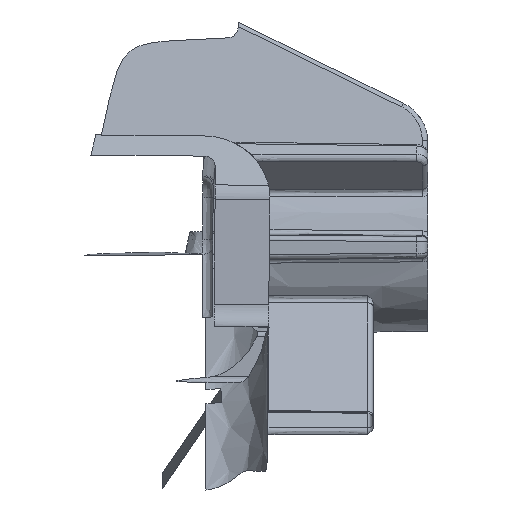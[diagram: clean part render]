
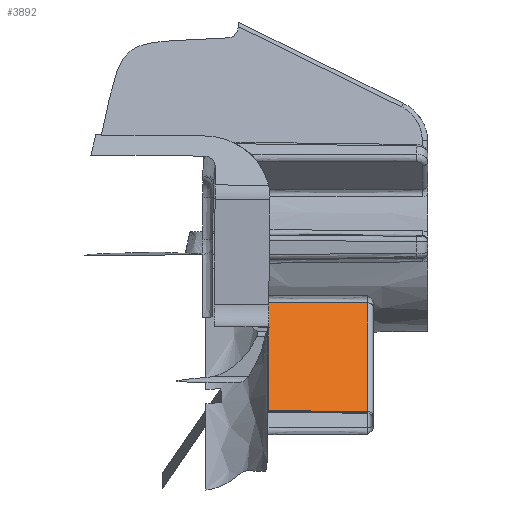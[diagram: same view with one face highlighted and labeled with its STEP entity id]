
A CAD part, left-side view. The second image highlights one B-rep face of the part: STEP entity #3892.
In plain terms, the highlighted planar face has unit normal (-0.722, -0.009, 0.692).
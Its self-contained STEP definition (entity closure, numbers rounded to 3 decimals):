
#3892 = ADVANCED_FACE('',(#3893),#3908,.F.);
#3893 = FACE_BOUND('',#3894,.T.);
#3894 = EDGE_LOOP('',(#3895,#3920,#3936,#3954));
#3895 = ORIENTED_EDGE('',*,*,#3896,.T.);
#3896 = EDGE_CURVE('',#3897,#3899,#3901,.T.);
#3897 = VERTEX_POINT('',#3898);
#3898 = CARTESIAN_POINT('',(1809.706,-766.741,
    1511.507));
#3899 = VERTEX_POINT('',#3900);
#3900 = CARTESIAN_POINT('',(1809.712,-771.298,
    1511.455));
#3901 = SURFACE_CURVE('',#3902,(#3907),.PCURVE_S1.);
#3902 = B_SPLINE_CURVE_WITH_KNOTS('',3,(#3903,#3904,#3905,#3906),
  .UNSPECIFIED.,.F.,.F.,(4,4),(0.,1.),.PIECEWISE_BEZIER_KNOTS.);
#3903 = CARTESIAN_POINT('',(1809.706,-766.741,
    1511.507));
#3904 = CARTESIAN_POINT('',(1809.708,-768.26,
    1511.49));
#3905 = CARTESIAN_POINT('',(1809.71,-769.779,
    1511.473));
#3906 = CARTESIAN_POINT('',(1809.712,-771.298,
    1511.455));
#3907 = PCURVE('',#3908,#3913);
#3908 = PLANE('',#3909);
#3909 = AXIS2_PLACEMENT_3D('',#3910,#3911,#3912);
#3910 = CARTESIAN_POINT('',(1817.417,-774.046,
    1519.456));
#3911 = DIRECTION('',(0.722,0.009,-0.692)
  );
#3912 = DIRECTION('',(-0.006,1.,
    0.006));
#3913 = DEFINITIONAL_REPRESENTATION('',(#3914),#3919);
#3914 = B_SPLINE_CURVE_WITH_KNOTS('',3,(#3915,#3916,#3917,#3918),
  .UNSPECIFIED.,.F.,.F.,(4,4),(0.,1.),.PIECEWISE_BEZIER_KNOTS.);
#3915 = CARTESIAN_POINT('',(7.306,-11.075));
#3916 = CARTESIAN_POINT('',(5.786,-11.086));
#3917 = CARTESIAN_POINT('',(4.267,-11.097));
#3918 = CARTESIAN_POINT('',(2.748,-11.108));
#3919 = ( GEOMETRIC_REPRESENTATION_CONTEXT(2) 
PARAMETRIC_REPRESENTATION_CONTEXT() REPRESENTATION_CONTEXT('2D SPACE',''
  ) );
#3920 = ORIENTED_EDGE('',*,*,#3921,.T.);
#3921 = EDGE_CURVE('',#3899,#3922,#3924,.T.);
#3922 = VERTEX_POINT('',#3923);
#3923 = CARTESIAN_POINT('',(1814.49,-771.298,
    1516.439));
#3924 = SURFACE_CURVE('',#3925,(#3929),.PCURVE_S1.);
#3925 = LINE('',#3926,#3927);
#3926 = CARTESIAN_POINT('',(1817.4,-771.298,
    1519.473));
#3927 = VECTOR('',#3928,1.);
#3928 = DIRECTION('',(0.692,0.,0.722));
#3929 = PCURVE('',#3908,#3930);
#3930 = DEFINITIONAL_REPRESENTATION('',(#3931),#3935);
#3931 = LINE('',#3932,#3933);
#3932 = CARTESIAN_POINT('',(2.748,0.));
#3933 = VECTOR('',#3934,1.);
#3934 = DIRECTION('',(0.,1.));
#3935 = ( GEOMETRIC_REPRESENTATION_CONTEXT(2) 
PARAMETRIC_REPRESENTATION_CONTEXT() REPRESENTATION_CONTEXT('2D SPACE',''
  ) );
#3936 = ORIENTED_EDGE('',*,*,#3937,.T.);
#3937 = EDGE_CURVE('',#3922,#3938,#3940,.T.);
#3938 = VERTEX_POINT('',#3939);
#3939 = CARTESIAN_POINT('',(1814.439,-766.741,
    1516.442));
#3940 = SURFACE_CURVE('',#3941,(#3946),.PCURVE_S1.);
#3941 = B_SPLINE_CURVE_WITH_KNOTS('',3,(#3942,#3943,#3944,#3945),
  .UNSPECIFIED.,.F.,.F.,(4,4),(0.,1.),.PIECEWISE_BEZIER_KNOTS.);
#3942 = CARTESIAN_POINT('',(1814.49,-771.298,
    1516.439));
#3943 = CARTESIAN_POINT('',(1814.473,-769.779,
    1516.44));
#3944 = CARTESIAN_POINT('',(1814.456,-768.26,
    1516.441));
#3945 = CARTESIAN_POINT('',(1814.439,-766.741,
    1516.442));
#3946 = PCURVE('',#3908,#3947);
#3947 = DEFINITIONAL_REPRESENTATION('',(#3948),#3953);
#3948 = B_SPLINE_CURVE_WITH_KNOTS('',3,(#3949,#3950,#3951,#3952),
  .UNSPECIFIED.,.F.,.F.,(4,4),(0.,1.),.PIECEWISE_BEZIER_KNOTS.);
#3949 = CARTESIAN_POINT('',(2.748,-4.203));
#3950 = CARTESIAN_POINT('',(4.267,-4.214));
#3951 = CARTESIAN_POINT('',(5.786,-4.225));
#3952 = CARTESIAN_POINT('',(7.305,-4.236));
#3953 = ( GEOMETRIC_REPRESENTATION_CONTEXT(2) 
PARAMETRIC_REPRESENTATION_CONTEXT() REPRESENTATION_CONTEXT('2D SPACE',''
  ) );
#3954 = ORIENTED_EDGE('',*,*,#3955,.F.);
#3955 = EDGE_CURVE('',#3897,#3938,#3956,.T.);
#3956 = SURFACE_CURVE('',#3957,(#3968),.PCURVE_S1.);
#3957 = B_SPLINE_CURVE_WITH_KNOTS('',3,(#3958,#3959,#3960,#3961,#3962,
    #3963,#3964,#3965,#3966,#3967),.UNSPECIFIED.,.F.,.F.,(4,3,3,4),(0.,
    0.036,0.931,1.),.UNSPECIFIED.);
#3958 = CARTESIAN_POINT('',(1809.706,-766.741,
    1511.507));
#3959 = CARTESIAN_POINT('',(1809.763,-766.741,
    1511.566));
#3960 = CARTESIAN_POINT('',(1809.82,-766.741,
    1511.626));
#3961 = CARTESIAN_POINT('',(1809.877,-766.741,
    1511.685));
#3962 = CARTESIAN_POINT('',(1811.289,-766.741,
    1513.158));
#3963 = CARTESIAN_POINT('',(1812.701,-766.741,
    1514.63));
#3964 = CARTESIAN_POINT('',(1814.113,-766.741,
    1516.103));
#3965 = CARTESIAN_POINT('',(1814.222,-766.741,
    1516.216));
#3966 = CARTESIAN_POINT('',(1814.33,-766.741,
    1516.329));
#3967 = CARTESIAN_POINT('',(1814.439,-766.741,
    1516.442));
#3968 = PCURVE('',#3908,#3969);
#3969 = DEFINITIONAL_REPRESENTATION('',(#3970),#3981);
#3970 = B_SPLINE_CURVE_WITH_KNOTS('',3,(#3971,#3972,#3973,#3974,#3975,
    #3976,#3977,#3978,#3979,#3980),.UNSPECIFIED.,.F.,.F.,(4,3,3,4),(0.,
    0.036,0.931,1.),.UNSPECIFIED.);
#3971 = CARTESIAN_POINT('',(7.306,-11.075));
#3972 = CARTESIAN_POINT('',(7.306,-10.992));
#3973 = CARTESIAN_POINT('',(7.306,-10.91));
#3974 = CARTESIAN_POINT('',(7.306,-10.828));
#3975 = CARTESIAN_POINT('',(7.305,-8.787));
#3976 = CARTESIAN_POINT('',(7.305,-6.747));
#3977 = CARTESIAN_POINT('',(7.305,-4.707));
#3978 = CARTESIAN_POINT('',(7.305,-4.55));
#3979 = CARTESIAN_POINT('',(7.305,-4.393));
#3980 = CARTESIAN_POINT('',(7.305,-4.236));
#3981 = ( GEOMETRIC_REPRESENTATION_CONTEXT(2) 
PARAMETRIC_REPRESENTATION_CONTEXT() REPRESENTATION_CONTEXT('2D SPACE',''
  ) );
